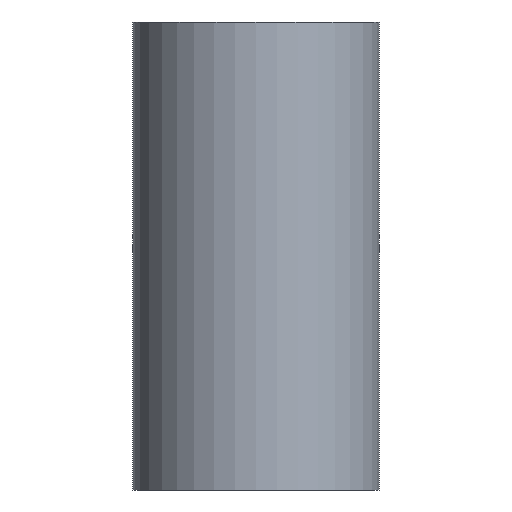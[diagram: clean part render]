
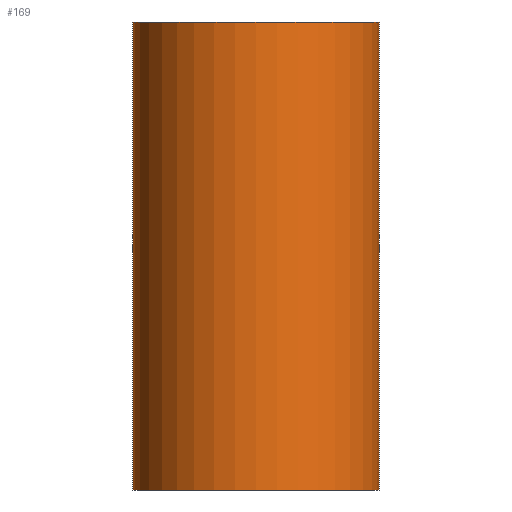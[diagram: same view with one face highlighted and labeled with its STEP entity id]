
A CAD part, left-side view. The second image highlights one B-rep face of the part: STEP entity #169.
In plain terms, the highlighted cylindrical face has radius 30.5 mm (diameter 61 mm), a full revolution.
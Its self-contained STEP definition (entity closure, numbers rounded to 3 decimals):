
#22=FACE_BOUND($,#58,.T.);
#23=FACE_BOUND($,#59,.T.);
#38=B_SPLINE_CURVE_WITH_KNOTS($,3,(#343,#344,#345,#346,#347,#348,#349,#350,
#351,#352,#353,#354,#355,#356,#357,#358,#359,#360),.UNSPECIFIED.,.F.,.F.,
(4,2,2,2,2,2,2,2,4),(8.332,8.864,9.396,
9.927,10.459,10.969,11.479,11.988,
12.498),.UNSPECIFIED.);
#39=B_SPLINE_CURVE_WITH_KNOTS($,3,(#362,#363,#364,#365,#366,#367,#368,#369,
#370,#371,#372,#373,#374,#375,#376,#377,#378,#379),.UNSPECIFIED.,.F.,.F.,
(4,2,2,2,2,2,2,2,4),(-8.332,-7.8,-7.268,
-6.737,-6.205,-5.695,-5.185,
-4.676,-4.166),.UNSPECIFIED.);
#40=B_SPLINE_CURVE_WITH_KNOTS($,3,(#381,#382,#383,#384,#385,#386,#387,#388,
#389,#390,#391,#392,#393,#394,#395,#396,#397,#398),.UNSPECIFIED.,.F.,.F.,
(4,2,2,2,2,2,2,2,4),(12.498,13.008,13.517,
14.027,14.537,15.069,15.601,16.132,
16.664),.UNSPECIFIED.);
#41=B_SPLINE_CURVE_WITH_KNOTS($,3,(#399,#400,#401,#402,#403,#404,#405,#406,
#407,#408,#409,#410,#411,#412,#413,#414,#415,#416),.UNSPECIFIED.,.F.,.F.,
(4,2,2,2,2,2,2,2,4),(-4.166,-3.656,-3.147,
-2.637,-2.127,-1.595,-1.064,
-0.532,0.),.UNSPECIFIED.);
#44=FACE_OUTER_BOUND($,#57,.T.);
#57=EDGE_LOOP($,(#131));
#58=EDGE_LOOP($,(#132));
#59=EDGE_LOOP($,(#133,#134,#135,#136));
#83=CIRCLE($,#189,30.5);
#84=CIRCLE($,#190,30.5);
#96=VERTEX_POINT($,#337);
#97=VERTEX_POINT($,#339);
#98=VERTEX_POINT($,#341);
#99=VERTEX_POINT($,#342);
#100=VERTEX_POINT($,#361);
#101=VERTEX_POINT($,#380);
#113=EDGE_CURVE($,#96,#96,#83,.T.);
#114=EDGE_CURVE($,#97,#97,#84,.T.);
#115=EDGE_CURVE($,#98,#99,#38,.T.);
#116=EDGE_CURVE($,#98,#100,#39,.T.);
#117=EDGE_CURVE($,#100,#101,#40,.T.);
#118=EDGE_CURVE($,#99,#101,#41,.T.);
#131=ORIENTED_EDGE($,*,*,#113,.F.);
#132=ORIENTED_EDGE($,*,*,#114,.T.);
#133=ORIENTED_EDGE($,*,*,#115,.F.);
#134=ORIENTED_EDGE($,*,*,#116,.T.);
#135=ORIENTED_EDGE($,*,*,#117,.T.);
#136=ORIENTED_EDGE($,*,*,#118,.F.);
#162=CYLINDRICAL_SURFACE($,#188,30.5);
#169=ADVANCED_FACE($,(#44,#22,#23),#162,.T.);
#188=AXIS2_PLACEMENT_3D($,#336,#220,#221);
#189=AXIS2_PLACEMENT_3D($,#338,#222,#223);
#190=AXIS2_PLACEMENT_3D($,#340,#224,#225);
#220=DIRECTION('center_axis',(0.,0.,1.));
#221=DIRECTION('ref_axis',(1.,0.,0.));
#222=DIRECTION('center_axis',(0.,0.,1.));
#223=DIRECTION('ref_axis',(1.,0.,0.));
#224=DIRECTION('center_axis',(0.,0.,1.));
#225=DIRECTION('ref_axis',(1.,0.,0.));
#336=CARTESIAN_POINT('Origin',(0.,0.,0.));
#337=CARTESIAN_POINT('',(-30.5,0.,116.));
#338=CARTESIAN_POINT('Origin',(0.,0.,116.));
#339=CARTESIAN_POINT('',(30.5,0.,0.));
#340=CARTESIAN_POINT('Origin',(0.,0.,0.));
#341=CARTESIAN_POINT('',(16.733,-25.5,58.));
#342=CARTESIAN_POINT('',(30.5,0.,32.5));
#343=CARTESIAN_POINT('Ctrl Pts',(16.733,-25.5,58.));
#344=CARTESIAN_POINT('Ctrl Pts',(16.733,-25.5,56.227));
#345=CARTESIAN_POINT('Ctrl Pts',(17.022,-25.315,54.493));
#346=CARTESIAN_POINT('Ctrl Pts',(18.011,-24.622,51.149));
#347=CARTESIAN_POINT('Ctrl Pts',(18.705,-24.113,49.539));
#348=CARTESIAN_POINT('Ctrl Pts',(20.275,-22.809,46.477));
#349=CARTESIAN_POINT('Ctrl Pts',(21.15,-22.012,45.024));
#350=CARTESIAN_POINT('Ctrl Pts',(22.904,-20.18,42.326));
#351=CARTESIAN_POINT('Ctrl Pts',(23.784,-19.144,41.082));
#352=CARTESIAN_POINT('Ctrl Pts',(25.381,-16.965,38.902));
#353=CARTESIAN_POINT('Ctrl Pts',(26.164,-15.749,37.878));
#354=CARTESIAN_POINT('Ctrl Pts',(27.604,-13.061,36.038));
#355=CARTESIAN_POINT('Ctrl Pts',(28.261,-11.589,35.222));
#356=CARTESIAN_POINT('Ctrl Pts',(29.348,-8.465,33.886));
#357=CARTESIAN_POINT('Ctrl Pts',(29.779,-6.811,33.366));
#358=CARTESIAN_POINT('Ctrl Pts',(30.355,-3.428,32.672));
#359=CARTESIAN_POINT('Ctrl Pts',(30.5,-1.699,32.5));
#360=CARTESIAN_POINT('Ctrl Pts',(30.5,0.,32.5));
#361=CARTESIAN_POINT('',(30.5,0.,83.5));
#362=CARTESIAN_POINT('Ctrl Pts',(16.733,-25.5,58.));
#363=CARTESIAN_POINT('Ctrl Pts',(16.733,-25.5,59.773));
#364=CARTESIAN_POINT('Ctrl Pts',(17.022,-25.315,61.507));
#365=CARTESIAN_POINT('Ctrl Pts',(18.011,-24.622,64.851));
#366=CARTESIAN_POINT('Ctrl Pts',(18.705,-24.113,66.461));
#367=CARTESIAN_POINT('Ctrl Pts',(20.275,-22.809,69.523));
#368=CARTESIAN_POINT('Ctrl Pts',(21.15,-22.012,70.976));
#369=CARTESIAN_POINT('Ctrl Pts',(22.904,-20.18,73.674));
#370=CARTESIAN_POINT('Ctrl Pts',(23.784,-19.144,74.918));
#371=CARTESIAN_POINT('Ctrl Pts',(25.381,-16.965,77.098));
#372=CARTESIAN_POINT('Ctrl Pts',(26.164,-15.749,78.122));
#373=CARTESIAN_POINT('Ctrl Pts',(27.604,-13.061,79.962));
#374=CARTESIAN_POINT('Ctrl Pts',(28.261,-11.589,80.778));
#375=CARTESIAN_POINT('Ctrl Pts',(29.348,-8.465,82.114));
#376=CARTESIAN_POINT('Ctrl Pts',(29.779,-6.811,82.634));
#377=CARTESIAN_POINT('Ctrl Pts',(30.355,-3.428,83.328));
#378=CARTESIAN_POINT('Ctrl Pts',(30.5,-1.699,83.5));
#379=CARTESIAN_POINT('Ctrl Pts',(30.5,0.,83.5));
#380=CARTESIAN_POINT('',(16.733,25.5,58.));
#381=CARTESIAN_POINT('Ctrl Pts',(30.5,0.,83.5));
#382=CARTESIAN_POINT('Ctrl Pts',(30.5,1.699,83.5));
#383=CARTESIAN_POINT('Ctrl Pts',(30.355,3.428,83.328));
#384=CARTESIAN_POINT('Ctrl Pts',(29.779,6.811,82.634));
#385=CARTESIAN_POINT('Ctrl Pts',(29.348,8.465,82.114));
#386=CARTESIAN_POINT('Ctrl Pts',(28.261,11.589,80.778));
#387=CARTESIAN_POINT('Ctrl Pts',(27.604,13.061,79.962));
#388=CARTESIAN_POINT('Ctrl Pts',(26.164,15.749,78.122));
#389=CARTESIAN_POINT('Ctrl Pts',(25.381,16.965,77.098));
#390=CARTESIAN_POINT('Ctrl Pts',(23.784,19.144,74.918));
#391=CARTESIAN_POINT('Ctrl Pts',(22.904,20.18,73.674));
#392=CARTESIAN_POINT('Ctrl Pts',(21.15,22.012,70.976));
#393=CARTESIAN_POINT('Ctrl Pts',(20.275,22.809,69.523));
#394=CARTESIAN_POINT('Ctrl Pts',(18.705,24.113,66.461));
#395=CARTESIAN_POINT('Ctrl Pts',(18.011,24.622,64.851));
#396=CARTESIAN_POINT('Ctrl Pts',(17.022,25.315,61.507));
#397=CARTESIAN_POINT('Ctrl Pts',(16.733,25.5,59.773));
#398=CARTESIAN_POINT('Ctrl Pts',(16.733,25.5,58.));
#399=CARTESIAN_POINT('Ctrl Pts',(30.5,0.,32.5));
#400=CARTESIAN_POINT('Ctrl Pts',(30.5,1.699,32.5));
#401=CARTESIAN_POINT('Ctrl Pts',(30.355,3.428,32.672));
#402=CARTESIAN_POINT('Ctrl Pts',(29.779,6.811,33.366));
#403=CARTESIAN_POINT('Ctrl Pts',(29.348,8.465,33.886));
#404=CARTESIAN_POINT('Ctrl Pts',(28.261,11.589,35.222));
#405=CARTESIAN_POINT('Ctrl Pts',(27.604,13.061,36.038));
#406=CARTESIAN_POINT('Ctrl Pts',(26.164,15.749,37.878));
#407=CARTESIAN_POINT('Ctrl Pts',(25.381,16.965,38.902));
#408=CARTESIAN_POINT('Ctrl Pts',(23.784,19.144,41.082));
#409=CARTESIAN_POINT('Ctrl Pts',(22.904,20.18,42.326));
#410=CARTESIAN_POINT('Ctrl Pts',(21.15,22.012,45.024));
#411=CARTESIAN_POINT('Ctrl Pts',(20.275,22.809,46.477));
#412=CARTESIAN_POINT('Ctrl Pts',(18.705,24.113,49.539));
#413=CARTESIAN_POINT('Ctrl Pts',(18.011,24.622,51.149));
#414=CARTESIAN_POINT('Ctrl Pts',(17.022,25.315,54.493));
#415=CARTESIAN_POINT('Ctrl Pts',(16.733,25.5,56.227));
#416=CARTESIAN_POINT('Ctrl Pts',(16.733,25.5,58.));
